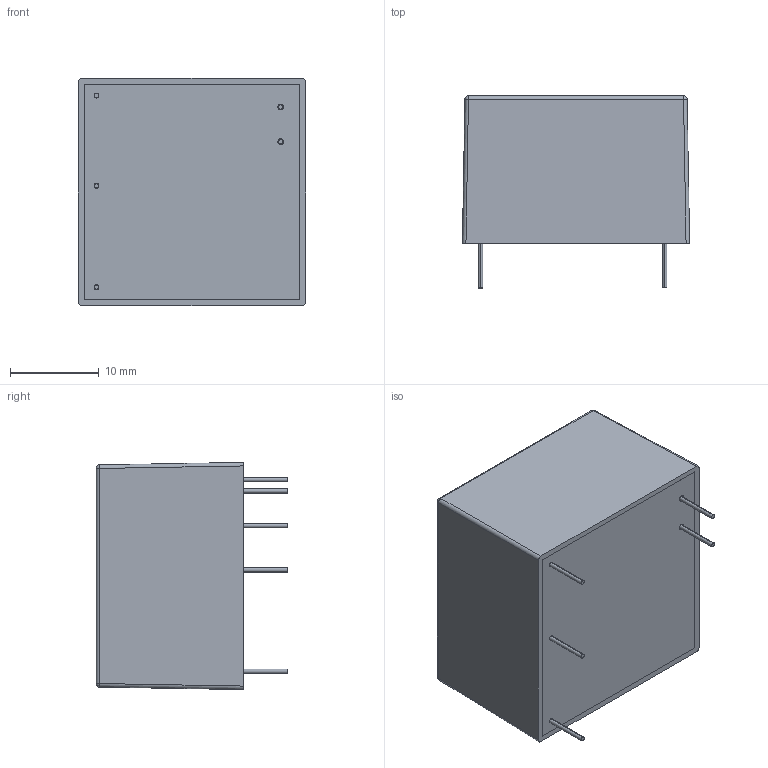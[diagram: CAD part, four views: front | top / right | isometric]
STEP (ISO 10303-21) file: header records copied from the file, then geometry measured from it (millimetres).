
FILE_DESCRIPTION(('FreeCAD Model'),'2;1');
FILE_NAME('RAC05-K_3D_20190723.step','2019-07-23T13:29:42',('Author'),(''), 'Open CASCADE STEP processor 7.3','FreeCAD','Unknown');
FILE_SCHEMA(('AUTOMOTIVE_DESIGN { 1 0 10303 214 1 1 1 1 }'));
Length unit declared in the file: millimetre
Products named in the file (8): RAC05-K_PCB; RAC05-K_pin3(NC); RAC05-K_pin4(-Vout); RAC05-K_pin1(VAC_in_L); RAC05-K_pin5(+Vout); RAC05-K_case; RAC05-K_pin2(VAC_in_N); RAC05-K_base
Bounding box: 25.6 x 21.63 x 25.6 mm (x, y, z)
Volume: 3554.6 mm3; surface area: 7337 mm2
Topology: 8 solids, 8 shells, 206 faces, 523 edges, 342 vertices
Faces by surface type: plane 152, cylinder 40, cone 10, sphere 4
Entity records: 6310 total; most frequent: CARTESIAN_POINT 1080, ORIENTED_EDGE 1038, DIRECTION 1025, EDGE_CURVE 519, LINE 419, VECTOR 419, VERTEX_POINT 342, AXIS2_PLACEMENT_3D 303
